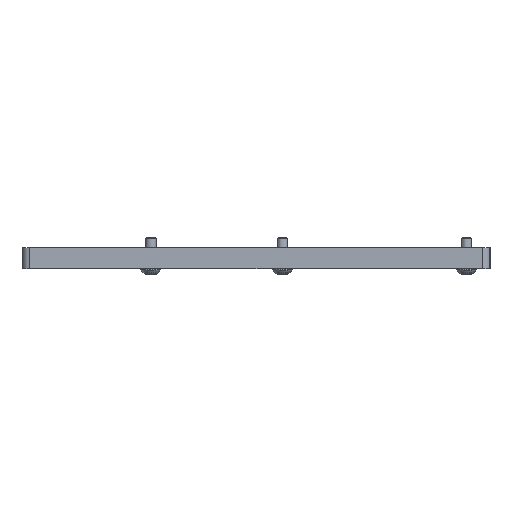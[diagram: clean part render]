
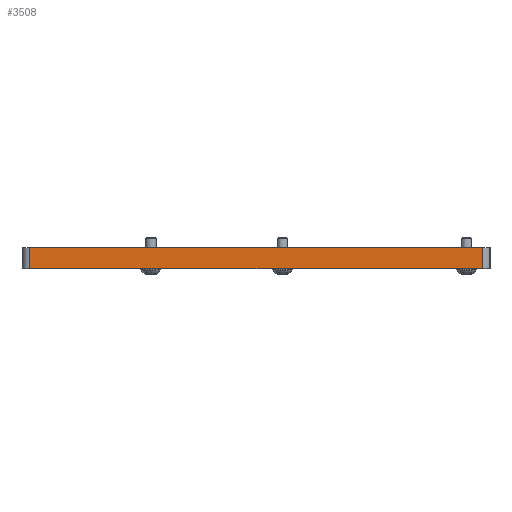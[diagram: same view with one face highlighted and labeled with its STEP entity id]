
A CAD part, left-side view. The second image highlights one B-rep face of the part: STEP entity #3508.
In plain terms, the highlighted planar face has unit normal (-1, 0, 0).
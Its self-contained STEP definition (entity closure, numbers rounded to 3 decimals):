
#17 = VERTEX_POINT ( 'NONE', #242 ) ;
#167 = PLANE ( 'NONE',  #700 ) ;
#182 = VECTOR ( 'NONE', #2666, 1000. ) ;
#220 = EDGE_CURVE ( 'NONE', #2700, #1767, #2179, .T. ) ;
#242 = CARTESIAN_POINT ( 'NONE',  ( -350., 37.7, 0. ) ) ;
#282 = EDGE_CURVE ( 'NONE', #17, #1458, #557, .T. ) ;
#311 = ORIENTED_EDGE ( 'NONE', *, *, #220, .F. ) ;
#398 = FACE_OUTER_BOUND ( 'NONE', #1107, .T. ) ;
#527 = LINE ( 'NONE', #2792, #1418 ) ;
#557 = LINE ( 'NONE', #2574, #2096 ) ;
#700 = AXIS2_PLACEMENT_3D ( 'NONE', #1541, #2939, #928 ) ;
#876 = DIRECTION ( 'NONE',  ( 0., -1., 0. ) ) ;
#928 = DIRECTION ( 'NONE',  ( 0., 0., -1. ) ) ;
#1107 = EDGE_LOOP ( 'NONE', ( #2456, #2794, #311, #1775 ) ) ;
#1248 = EDGE_CURVE ( 'NONE', #2700, #17, #2156, .T. ) ;
#1252 = DIRECTION ( 'NONE',  ( 0., -1., 0. ) ) ;
#1396 = VECTOR ( 'NONE', #1252, 1000. ) ;
#1418 = VECTOR ( 'NONE', #2196, 1000. ) ;
#1458 = VERTEX_POINT ( 'NONE', #1737 ) ;
#1541 = CARTESIAN_POINT ( 'NONE',  ( -350., -134.3, 8. ) ) ;
#1737 = CARTESIAN_POINT ( 'NONE',  ( -350., -134.3, 0. ) ) ;
#1738 = CARTESIAN_POINT ( 'NONE',  ( -350., 37.7, 8. ) ) ;
#1767 = VERTEX_POINT ( 'NONE', #2640 ) ;
#1775 = ORIENTED_EDGE ( 'NONE', *, *, #1248, .T. ) ;
#2096 = VECTOR ( 'NONE', #876, 1000. ) ;
#2156 = LINE ( 'NONE', #3300, #182 ) ;
#2179 = LINE ( 'NONE', #3304, #1396 ) ;
#2196 = DIRECTION ( 'NONE',  ( 0., 0., -1. ) ) ;
#2456 = ORIENTED_EDGE ( 'NONE', *, *, #282, .T. ) ;
#2574 = CARTESIAN_POINT ( 'NONE',  ( -350., -134.3, 0. ) ) ;
#2640 = CARTESIAN_POINT ( 'NONE',  ( -350., -134.3, 8. ) ) ;
#2666 = DIRECTION ( 'NONE',  ( 0., 0., -1. ) ) ;
#2700 = VERTEX_POINT ( 'NONE', #1738 ) ;
#2792 = CARTESIAN_POINT ( 'NONE',  ( -350., -134.3, 8. ) ) ;
#2794 = ORIENTED_EDGE ( 'NONE', *, *, #3329, .F. ) ;
#2939 = DIRECTION ( 'NONE',  ( 1., 0., 0. ) ) ;
#3300 = CARTESIAN_POINT ( 'NONE',  ( -350., 37.7, 8. ) ) ;
#3304 = CARTESIAN_POINT ( 'NONE',  ( -350., -134.3, 8. ) ) ;
#3329 = EDGE_CURVE ( 'NONE', #1767, #1458, #527, .T. ) ;
#3508 = ADVANCED_FACE ( 'NONE', ( #398 ), #167, .F. ) ;
